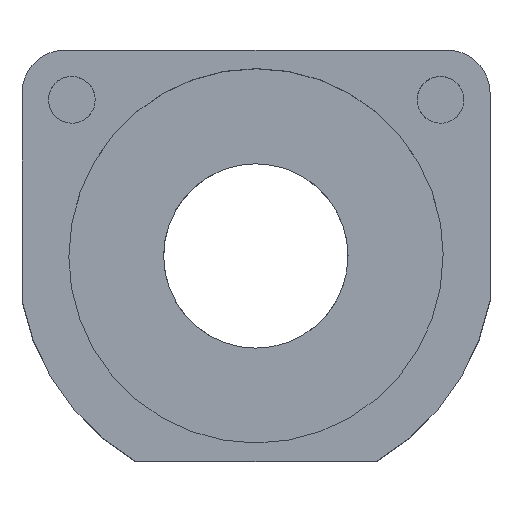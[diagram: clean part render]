
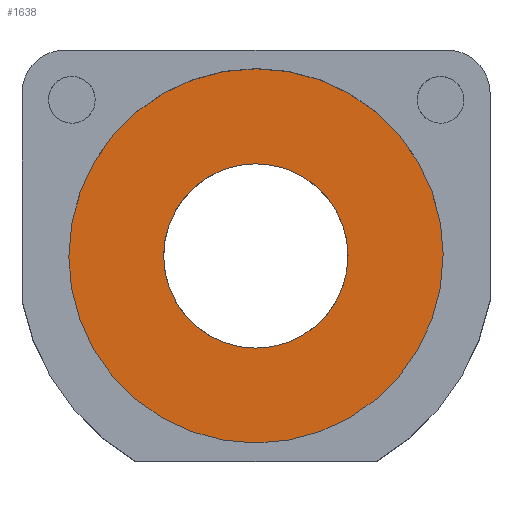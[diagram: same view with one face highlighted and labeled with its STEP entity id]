
A CAD part, top view. The second image highlights one B-rep face of the part: STEP entity #1638.
In plain terms, the highlighted planar face has unit normal (0, 0, 1).
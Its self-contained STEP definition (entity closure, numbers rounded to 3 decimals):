
#1463=CARTESIAN_POINT('',(231.997,262.947,9.803));
#1464=VERTEX_POINT('',#1463);
#1513=CARTESIAN_POINT('',(231.997,249.947,9.803));
#1514=VERTEX_POINT('',#1513);
#1515=CARTESIAN_POINT('',(231.997,256.447,9.803));
#1516=DIRECTION('',(-0.,-0.,-1.));
#1517=DIRECTION('',(-0.,-1.,0.));
#1518=AXIS2_PLACEMENT_3D('',#1515,#1516,#1517);
#1519=CIRCLE('',#1518,6.5);
#1520=EDGE_CURVE('',#1514,#1464,#1519,.T.);
#1522=CARTESIAN_POINT('',(231.997,256.447,9.803));
#1523=DIRECTION('',(-0.,-0.,-1.));
#1524=DIRECTION('',(-0.,-1.,0.));
#1525=AXIS2_PLACEMENT_3D('',#1522,#1523,#1524);
#1526=CIRCLE('',#1525,6.5);
#1527=EDGE_CURVE('',#1464,#1514,#1526,.T.);
#1559=CARTESIAN_POINT('',(218.8,256.447,9.803));
#1560=VERTEX_POINT('',#1559);
#1568=CARTESIAN_POINT('',(245.2,256.447,9.803));
#1569=VERTEX_POINT('',#1568);
#1576=CARTESIAN_POINT('',(232.,256.447,9.803));
#1577=DIRECTION('',(-0.,-0.,-1.));
#1578=DIRECTION('',(0.,1.,-0.));
#1579=AXIS2_PLACEMENT_3D('',#1576,#1577,#1578);
#1580=CIRCLE('',#1579,13.2);
#1581=EDGE_CURVE('',#1569,#1560,#1580,.T.);
#1592=CARTESIAN_POINT('',(245.219,256.447,9.803));
#1593=VERTEX_POINT('',#1592);
#1600=CARTESIAN_POINT('',(245.219,256.447,9.803));
#1601=DIRECTION('',(-1.,-0.,0.));
#1602=VECTOR('',#1601,0.019);
#1603=LINE('',#1600,#1602);
#1604=EDGE_CURVE('',#1593,#1569,#1603,.T.);
#1610=CARTESIAN_POINT('',(242.005,250.947,9.803));
#1611=DIRECTION('',(-0.,-0.,-1.));
#1612=DIRECTION('',(-0.,1.,-0.));
#1613=AXIS2_PLACEMENT_3D('',#1610,#1611,#1612);
#1614=PLANE('',#1613);
#1615=ORIENTED_EDGE('',*,*,#1604,.F.);
#1616=CARTESIAN_POINT('',(218.819,256.447,9.803));
#1617=VERTEX_POINT('',#1616);
#1618=CARTESIAN_POINT('',(232.019,256.447,9.803));
#1619=DIRECTION('',(-0.,-0.,-1.));
#1620=DIRECTION('',(0.,1.,-0.));
#1621=AXIS2_PLACEMENT_3D('',#1618,#1619,#1620);
#1622=CIRCLE('',#1621,13.2);
#1623=EDGE_CURVE('',#1617,#1593,#1622,.T.);
#1624=ORIENTED_EDGE('',*,*,#1623,.F.);
#1625=CARTESIAN_POINT('',(218.8,256.447,9.803));
#1626=DIRECTION('',(1.,0.,-0.));
#1627=VECTOR('',#1626,0.019);
#1628=LINE('',#1625,#1627);
#1629=EDGE_CURVE('',#1560,#1617,#1628,.T.);
#1630=ORIENTED_EDGE('',*,*,#1629,.F.);
#1631=ORIENTED_EDGE('',*,*,#1581,.F.);
#1632=EDGE_LOOP('',(#1615,#1624,#1630,#1631));
#1633=FACE_BOUND('',#1632,.T.);
#1634=ORIENTED_EDGE('',*,*,#1520,.T.);
#1635=ORIENTED_EDGE('',*,*,#1527,.T.);
#1636=EDGE_LOOP('',(#1634,#1635));
#1637=FACE_BOUND('',#1636,.T.);
#1638=ADVANCED_FACE('',(#1633,#1637),#1614,.F.);
